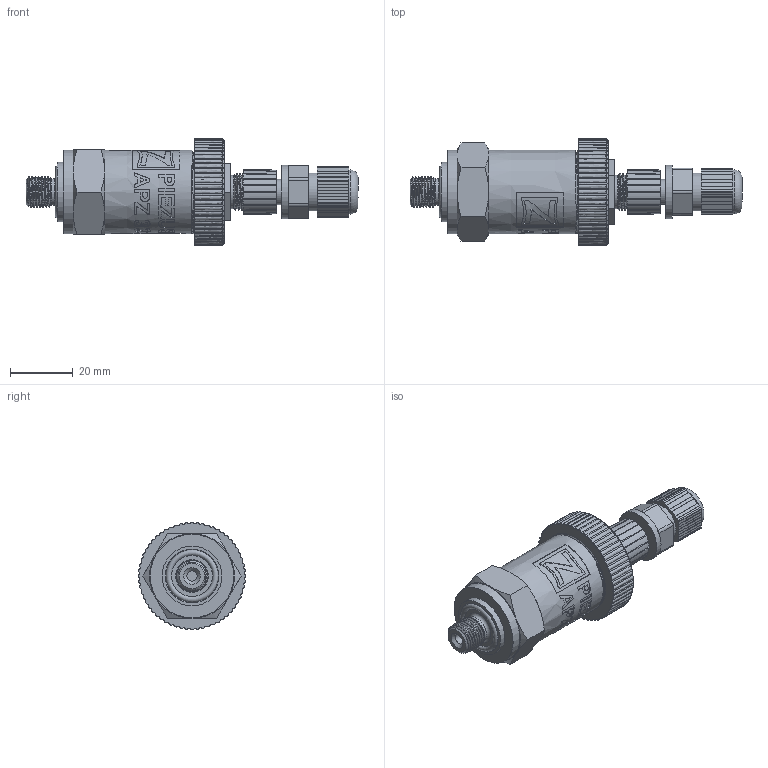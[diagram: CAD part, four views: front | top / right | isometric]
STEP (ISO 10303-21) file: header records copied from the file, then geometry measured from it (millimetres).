
FILE_DESCRIPTION(/* description */ (''),/* implementation_level */ '2;1');
FILE_NAME(/* name */ 'APZ3230_M10x1DIN_M12x1-straight.step',/* time_stamp */ '2021-06-24T10:04:01+03:00',/* author */ (''),/* organization */ (''),/* preprocessor_version */ 'ST-DEVELOPER v18.1',/* originating_system */ 'Autodesk Translation Framework v10.9.0.1377',/* authorisation */ '');
FILE_SCHEMA (('AUTOMOTIVE_DESIGN { 1 0 10303 214 3 1 1 }'));
Products named in the file (6): APZ3230_M10x1DIN_M12x1-straight; M10x1 DIN; OMAL nut M27x1.5 v8; M12x1 male v16; Ш100.000.002 v4; M12x1 female straight v9
Assembly tree (5 placements, depth 2):
  APZ3230_M10x1DIN_M12x1-straight
    M10x1 DIN
    OMAL nut M27x1.5 v8
    M12x1 male v16
    Ш100.000.002 v4
    M12x1 female straight v9
Bounding box: 105.55 x 34 x 34 mm (x, y, z)
Volume: 40698.9 mm3; surface area: 18062.2 mm2
Topology: 17 solids, 17 shells, 944 faces, 2645 edges, 1776 vertices
Faces by surface type: bspline 474, plane 267, cylinder 116, cone 76, torus 11
Full cylindrical faces by diameter (mm): 1 x12, 1.5 x4, 3.3 x1, 7.3 x1, 8 x3, 8.2 x1, 8.5 x1, 8.744 x7, 10.293 x1, 10.6 x2, 10.741 x6, 11.884 x5, 12 x1, 13.5 x1, 14 x2, 14.137 x4, 14.526 x3, 15.85 x3, 16.203 x3, 16.7 x1, 17 x1, 19 x1, 21.4 x2, 22.3 x1, 22.4 x1, 24.5 x1, 25.132 x4, 25.526 x4, 27.208 x5
Entity records: 71068 total; most frequent: CARTESIAN_POINT 49630, ORIENTED_EDGE 5290, DIRECTION 2924, EDGE_CURVE 2645, VERTEX_POINT 1776, LINE 1190, VECTOR 1190, B_SPLINE_CURVE_WITH_KNOTS 1044
